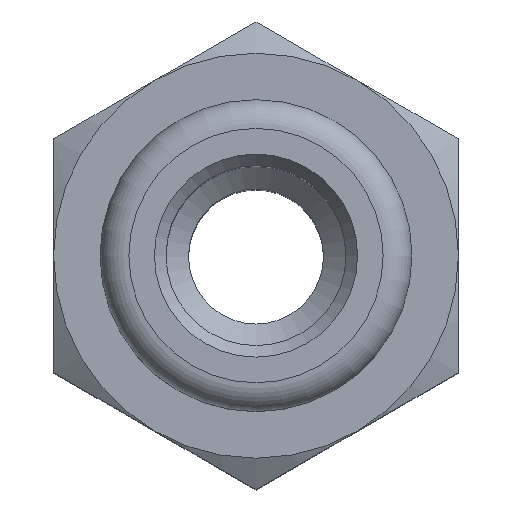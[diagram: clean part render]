
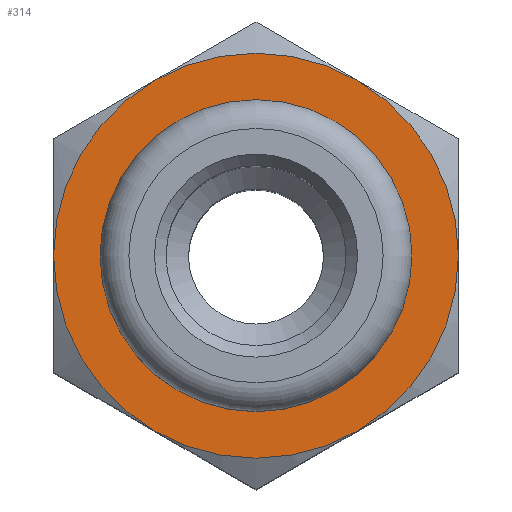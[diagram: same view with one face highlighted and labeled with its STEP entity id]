
A CAD part, top view. The second image highlights one B-rep face of the part: STEP entity #314.
In plain terms, the highlighted planar face has unit normal (0, 0, 1).
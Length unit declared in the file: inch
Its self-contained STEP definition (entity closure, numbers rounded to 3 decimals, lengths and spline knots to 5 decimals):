
#46=PLANE('',#1217);
#314=ADVANCED_FACE('',(#396,#397),#46,.T.);
#396=FACE_BOUND('',#464,.T.);
#397=FACE_BOUND('',#465,.T.);
#464=EDGE_LOOP('',(#640));
#465=EDGE_LOOP('',(#641,#642,#643,#644,#645,#646));
#640=ORIENTED_EDGE('',*,*,#993,.F.);
#641=ORIENTED_EDGE('',*,*,#994,.T.);
#642=ORIENTED_EDGE('',*,*,#995,.T.);
#643=ORIENTED_EDGE('',*,*,#996,.T.);
#644=ORIENTED_EDGE('',*,*,#997,.T.);
#645=ORIENTED_EDGE('',*,*,#998,.T.);
#646=ORIENTED_EDGE('',*,*,#999,.T.);
#876=VERTEX_POINT('',#1808);
#877=VERTEX_POINT('',#1811);
#878=VERTEX_POINT('',#1812);
#879=VERTEX_POINT('',#1814);
#880=VERTEX_POINT('',#1816);
#881=VERTEX_POINT('',#1818);
#882=VERTEX_POINT('',#1820);
#993=EDGE_CURVE('',#876,#876,#1116,.T.);
#994=EDGE_CURVE('',#877,#878,#1117,.T.);
#995=EDGE_CURVE('',#878,#879,#1118,.T.);
#996=EDGE_CURVE('',#879,#880,#1119,.T.);
#997=EDGE_CURVE('',#880,#881,#1120,.T.);
#998=EDGE_CURVE('',#881,#882,#1121,.T.);
#999=EDGE_CURVE('',#882,#877,#1122,.T.);
#1116=CIRCLE('',#1209,0.21668);
#1117=CIRCLE('',#1211,0.28125);
#1118=CIRCLE('',#1212,0.28125);
#1119=CIRCLE('',#1213,0.28125);
#1120=CIRCLE('',#1214,0.28125);
#1121=CIRCLE('',#1215,0.28125);
#1122=CIRCLE('',#1216,0.28125);
#1209=AXIS2_PLACEMENT_3D('',#1807,#1421,#1422);
#1211=AXIS2_PLACEMENT_3D('',#1810,#1425,#1426);
#1212=AXIS2_PLACEMENT_3D('',#1813,#1427,#1428);
#1213=AXIS2_PLACEMENT_3D('',#1815,#1429,#1430);
#1214=AXIS2_PLACEMENT_3D('',#1817,#1431,#1432);
#1215=AXIS2_PLACEMENT_3D('',#1819,#1433,#1434);
#1216=AXIS2_PLACEMENT_3D('',#1821,#1435,#1436);
#1217=AXIS2_PLACEMENT_3D('',#1822,#1437,#1438);
#1421=DIRECTION('',(0.,0.,1.));
#1422=DIRECTION('',(1.,0.,0.));
#1425=DIRECTION('',(0.,0.,1.));
#1426=DIRECTION('',(1.,0.,0.));
#1427=DIRECTION('',(0.,0.,1.));
#1428=DIRECTION('',(1.,0.,0.));
#1429=DIRECTION('',(0.,0.,1.));
#1430=DIRECTION('',(1.,0.,0.));
#1431=DIRECTION('',(0.,0.,1.));
#1432=DIRECTION('',(1.,0.,0.));
#1433=DIRECTION('',(0.,0.,1.));
#1434=DIRECTION('',(1.,0.,0.));
#1435=DIRECTION('',(0.,0.,1.));
#1436=DIRECTION('',(1.,0.,0.));
#1437=DIRECTION('',(0.,0.,1.));
#1438=DIRECTION('',(-1.,0.,0.));
#1807=CARTESIAN_POINT('',(0.,0.,0.25406));
#1808=CARTESIAN_POINT('',(0.21668,0.,0.25406));
#1810=CARTESIAN_POINT('',(0.,0.,0.25406));
#1811=CARTESIAN_POINT('',(0.14063,-0.24357,0.25406));
#1812=CARTESIAN_POINT('',(0.28125,0.,0.25406));
#1813=CARTESIAN_POINT('',(0.,0.,0.25406));
#1814=CARTESIAN_POINT('',(0.14063,0.24357,0.25406));
#1815=CARTESIAN_POINT('',(0.,0.,0.25406));
#1816=CARTESIAN_POINT('',(-0.14063,0.24357,0.25406));
#1817=CARTESIAN_POINT('',(0.,0.,0.25406));
#1818=CARTESIAN_POINT('',(-0.28125,0.,0.25406));
#1819=CARTESIAN_POINT('',(0.,0.,0.25406));
#1820=CARTESIAN_POINT('',(-0.14063,-0.24357,0.25406));
#1821=CARTESIAN_POINT('',(0.,0.,0.25406));
#1822=CARTESIAN_POINT('',(-0.28125,0.16238,0.25406));
